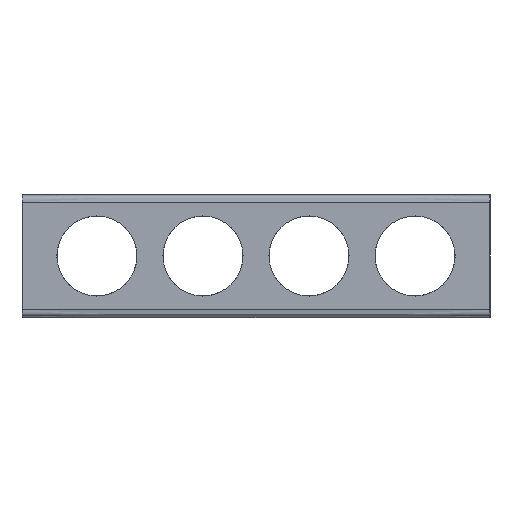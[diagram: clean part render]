
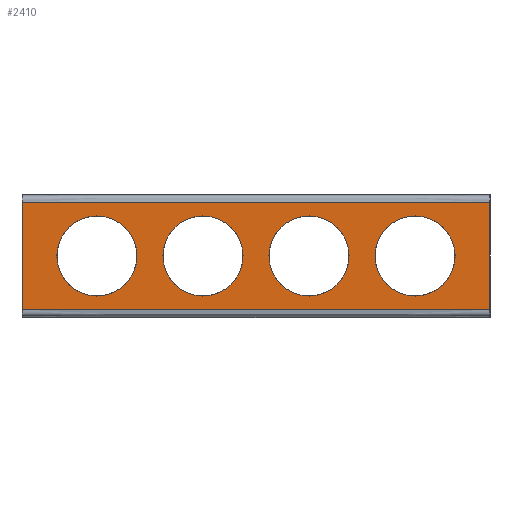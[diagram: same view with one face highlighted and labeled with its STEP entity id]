
A CAD part, top view. The second image highlights one B-rep face of the part: STEP entity #2410.
In plain terms, the highlighted planar face has unit normal (0, 0, -1).
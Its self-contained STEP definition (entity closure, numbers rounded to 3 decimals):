
#2016=AXIS2_PLACEMENT_3D('Circle Axis2P3D',#2014,#2015,$) ;
#2042=AXIS2_PLACEMENT_3D('Circle Axis2P3D',#2040,#2041,$) ;
#2073=AXIS2_PLACEMENT_3D('Circle Axis2P3D',#2071,#2072,$) ;
#2099=AXIS2_PLACEMENT_3D('Circle Axis2P3D',#2097,#2098,$) ;
#2130=AXIS2_PLACEMENT_3D('Circle Axis2P3D',#2128,#2129,$) ;
#2156=AXIS2_PLACEMENT_3D('Circle Axis2P3D',#2154,#2155,$) ;
#2187=AXIS2_PLACEMENT_3D('Circle Axis2P3D',#2185,#2186,$) ;
#2213=AXIS2_PLACEMENT_3D('Circle Axis2P3D',#2211,#2212,$) ;
#2386=AXIS2_PLACEMENT_3D('Plane Axis2P3D',#2383,#2384,#2385) ;
#1761=CARTESIAN_POINT('Vertex',(-156.5,35.881,8.5)) ;
#1764=CARTESIAN_POINT('Line Origine',(-156.5,0.,8.5)) ;
#1768=CARTESIAN_POINT('Vertex',(-156.5,-35.881,8.5)) ;
#1882=CARTESIAN_POINT('Vertex',(156.5,35.881,8.5)) ;
#1885=CARTESIAN_POINT('Line Origine',(0.,35.881,8.5)) ;
#2011=CARTESIAN_POINT('Vertex',(133.3,0.,8.5)) ;
#2014=CARTESIAN_POINT('Axis2P3D Location',(106.5,0.,8.5)) ;
#2018=CARTESIAN_POINT('Vertex',(79.7,0.,8.5)) ;
#2040=CARTESIAN_POINT('Axis2P3D Location',(106.5,0.,8.5)) ;
#2068=CARTESIAN_POINT('Vertex',(62.3,0.,8.5)) ;
#2071=CARTESIAN_POINT('Axis2P3D Location',(35.5,0.,8.5)) ;
#2075=CARTESIAN_POINT('Vertex',(8.7,0.,8.5)) ;
#2097=CARTESIAN_POINT('Axis2P3D Location',(35.5,0.,8.5)) ;
#2125=CARTESIAN_POINT('Vertex',(-8.7,0.,8.5)) ;
#2128=CARTESIAN_POINT('Axis2P3D Location',(-35.5,0.,8.5)) ;
#2132=CARTESIAN_POINT('Vertex',(-62.3,0.,8.5)) ;
#2154=CARTESIAN_POINT('Axis2P3D Location',(-35.5,0.,8.5)) ;
#2182=CARTESIAN_POINT('Vertex',(-79.7,0.,8.5)) ;
#2185=CARTESIAN_POINT('Axis2P3D Location',(-106.5,0.,8.5)) ;
#2189=CARTESIAN_POINT('Vertex',(-133.3,0.,8.5)) ;
#2211=CARTESIAN_POINT('Axis2P3D Location',(-106.5,0.,8.5)) ;
#2263=CARTESIAN_POINT('Vertex',(156.5,-35.881,8.5)) ;
#2266=CARTESIAN_POINT('Line Origine',(156.5,0.,8.5)) ;
#2371=CARTESIAN_POINT('Line Origine',(0.,-35.881,8.5)) ;
#2383=CARTESIAN_POINT('Axis2P3D Location',(0.,35.881,8.5)) ;
#1765=DIRECTION('Vector Direction',(0.,-1.,0.)) ;
#1886=DIRECTION('Vector Direction',(1.,0.,0.)) ;
#2015=DIRECTION('Axis2P3D Direction',(0.,0.,1.)) ;
#2041=DIRECTION('Axis2P3D Direction',(0.,0.,1.)) ;
#2072=DIRECTION('Axis2P3D Direction',(0.,0.,1.)) ;
#2098=DIRECTION('Axis2P3D Direction',(0.,0.,1.)) ;
#2129=DIRECTION('Axis2P3D Direction',(0.,0.,1.)) ;
#2155=DIRECTION('Axis2P3D Direction',(0.,0.,1.)) ;
#2186=DIRECTION('Axis2P3D Direction',(0.,0.,1.)) ;
#2212=DIRECTION('Axis2P3D Direction',(0.,0.,1.)) ;
#2267=DIRECTION('Vector Direction',(0.,-1.,0.)) ;
#2372=DIRECTION('Vector Direction',(1.,0.,0.)) ;
#2384=DIRECTION('Axis2P3D Direction',(-0.,0.,1.)) ;
#2385=DIRECTION('Axis2P3D XDirection',(0.,-1.,0.)) ;
#1766=VECTOR('Line Direction',#1765,1.) ;
#1887=VECTOR('Line Direction',#1886,1.) ;
#2268=VECTOR('Line Direction',#2267,1.) ;
#2373=VECTOR('Line Direction',#2372,1.) ;
#2389=ORIENTED_EDGE('',*,*,#1770,.F.) ;
#2390=ORIENTED_EDGE('',*,*,#1889,.T.) ;
#2391=ORIENTED_EDGE('',*,*,#2270,.T.) ;
#2392=ORIENTED_EDGE('',*,*,#2375,.F.) ;
#2395=ORIENTED_EDGE('',*,*,#2191,.T.) ;
#2396=ORIENTED_EDGE('',*,*,#2215,.T.) ;
#2399=ORIENTED_EDGE('',*,*,#2134,.T.) ;
#2400=ORIENTED_EDGE('',*,*,#2158,.T.) ;
#2403=ORIENTED_EDGE('',*,*,#2077,.T.) ;
#2404=ORIENTED_EDGE('',*,*,#2101,.T.) ;
#2407=ORIENTED_EDGE('',*,*,#2020,.T.) ;
#2408=ORIENTED_EDGE('',*,*,#2044,.T.) ;
#2397=FACE_BOUND('',#2394,.T.) ;
#2401=FACE_BOUND('',#2398,.T.) ;
#2405=FACE_BOUND('',#2402,.T.) ;
#2409=FACE_BOUND('',#2406,.T.) ;
#2410=ADVANCED_FACE('Surface.1',(#2393,#2397,#2401,#2405,#2409),#2387,.F.) ;
#2017=CIRCLE('generated circle',#2016,26.8) ;
#2043=CIRCLE('generated circle',#2042,26.8) ;
#2074=CIRCLE('generated circle',#2073,26.8) ;
#2100=CIRCLE('generated circle',#2099,26.8) ;
#2131=CIRCLE('generated circle',#2130,26.8) ;
#2157=CIRCLE('generated circle',#2156,26.8) ;
#2188=CIRCLE('generated circle',#2187,26.8) ;
#2214=CIRCLE('generated circle',#2213,26.8) ;
#1770=EDGE_CURVE('',#1762,#1769,#1767,.T.) ;
#1889=EDGE_CURVE('',#1762,#1883,#1888,.T.) ;
#2020=EDGE_CURVE('',#2019,#2012,#2017,.T.) ;
#2044=EDGE_CURVE('',#2012,#2019,#2043,.T.) ;
#2077=EDGE_CURVE('',#2076,#2069,#2074,.T.) ;
#2101=EDGE_CURVE('',#2069,#2076,#2100,.T.) ;
#2134=EDGE_CURVE('',#2133,#2126,#2131,.T.) ;
#2158=EDGE_CURVE('',#2126,#2133,#2157,.T.) ;
#2191=EDGE_CURVE('',#2190,#2183,#2188,.T.) ;
#2215=EDGE_CURVE('',#2183,#2190,#2214,.T.) ;
#2270=EDGE_CURVE('',#1883,#2264,#2269,.T.) ;
#2375=EDGE_CURVE('',#1769,#2264,#2374,.T.) ;
#2388=EDGE_LOOP('',(#2389,#2390,#2391,#2392)) ;
#2394=EDGE_LOOP('',(#2395,#2396)) ;
#2398=EDGE_LOOP('',(#2399,#2400)) ;
#2402=EDGE_LOOP('',(#2403,#2404)) ;
#2406=EDGE_LOOP('',(#2407,#2408)) ;
#2393=FACE_OUTER_BOUND('',#2388,.T.) ;
#1767=LINE('Line',#1764,#1766) ;
#1888=LINE('Line',#1885,#1887) ;
#2269=LINE('Line',#2266,#2268) ;
#2374=LINE('Line',#2371,#2373) ;
#2387=PLANE('',#2386) ;
#1762=VERTEX_POINT('',#1761) ;
#1769=VERTEX_POINT('',#1768) ;
#1883=VERTEX_POINT('',#1882) ;
#2012=VERTEX_POINT('',#2011) ;
#2019=VERTEX_POINT('',#2018) ;
#2069=VERTEX_POINT('',#2068) ;
#2076=VERTEX_POINT('',#2075) ;
#2126=VERTEX_POINT('',#2125) ;
#2133=VERTEX_POINT('',#2132) ;
#2183=VERTEX_POINT('',#2182) ;
#2190=VERTEX_POINT('',#2189) ;
#2264=VERTEX_POINT('',#2263) ;
